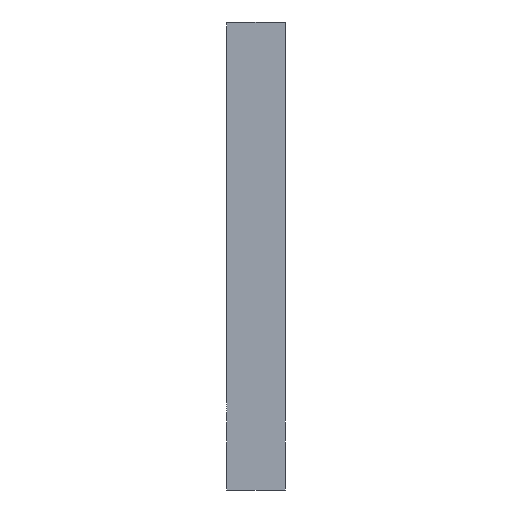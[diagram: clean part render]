
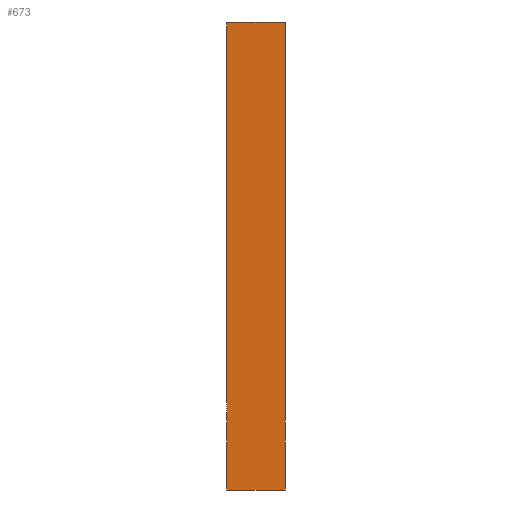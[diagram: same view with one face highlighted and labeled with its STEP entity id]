
A CAD part, left-side view. The second image highlights one B-rep face of the part: STEP entity #673.
In plain terms, the highlighted planar face has unit normal (-1, 0, 0).
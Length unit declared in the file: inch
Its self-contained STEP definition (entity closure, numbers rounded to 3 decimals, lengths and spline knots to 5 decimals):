
#13 = ORIENTED_EDGE ( 'NONE', *, *, #586, .T. ) ;
#113 = VERTEX_POINT ( 'NONE', #124 ) ;
#116 = CARTESIAN_POINT ( 'NONE',  ( -1., 0.125, -1. ) ) ;
#124 = CARTESIAN_POINT ( 'NONE',  ( -1., 0.375, 1. ) ) ;
#128 = PLANE ( 'NONE',  #712 ) ;
#200 = DIRECTION ( 'NONE',  ( 0., 0., 1. ) ) ;
#282 = CARTESIAN_POINT ( 'NONE',  ( -1., 0.125, 1. ) ) ;
#304 = CARTESIAN_POINT ( 'NONE',  ( -1., 0.125, 1. ) ) ;
#313 = CARTESIAN_POINT ( 'NONE',  ( -1., 0.125, 1. ) ) ;
#314 = EDGE_LOOP ( 'NONE', ( #13, #332, #707, #909 ) ) ;
#318 = VECTOR ( 'NONE', #405, 39.37008 ) ;
#325 = DIRECTION ( 'NONE',  ( 0., -1., 0. ) ) ;
#332 = ORIENTED_EDGE ( 'NONE', *, *, #630, .T. ) ;
#405 = DIRECTION ( 'NONE',  ( 0., 0., 1. ) ) ;
#416 = CARTESIAN_POINT ( 'NONE',  ( -1., 0.125, -1. ) ) ;
#426 = FACE_OUTER_BOUND ( 'NONE', #314, .T. ) ;
#454 = VERTEX_POINT ( 'NONE', #313 ) ;
#456 = LINE ( 'NONE', #814, #840 ) ;
#495 = DIRECTION ( 'NONE',  ( 0., 1., 0. ) ) ;
#519 = EDGE_CURVE ( 'NONE', #113, #454, #456, .T. ) ;
#529 = DIRECTION ( 'NONE',  ( 0., -1., 0. ) ) ;
#533 = LINE ( 'NONE', #116, #619 ) ;
#555 = LINE ( 'NONE', #282, #808 ) ;
#586 = EDGE_CURVE ( 'NONE', #751, #620, #533, .T. ) ;
#619 = VECTOR ( 'NONE', #325, 39.37008 ) ;
#620 = VERTEX_POINT ( 'NONE', #416 ) ;
#630 = EDGE_CURVE ( 'NONE', #620, #454, #555, .T. ) ;
#673 = ADVANCED_FACE ( 'NONE', ( #426 ), #128, .F. ) ;
#676 = CARTESIAN_POINT ( 'NONE',  ( -1., 0.375, -1.67315 ) ) ;
#699 = DIRECTION ( 'NONE',  ( 1., 0., 0. ) ) ;
#707 = ORIENTED_EDGE ( 'NONE', *, *, #519, .F. ) ;
#712 = AXIS2_PLACEMENT_3D ( 'NONE', #304, #699, #495 ) ;
#731 = CARTESIAN_POINT ( 'NONE',  ( -1., 0.375, -1. ) ) ;
#751 = VERTEX_POINT ( 'NONE', #731 ) ;
#808 = VECTOR ( 'NONE', #200, 39.37008 ) ;
#814 = CARTESIAN_POINT ( 'NONE',  ( -1., 0.125, 1. ) ) ;
#840 = VECTOR ( 'NONE', #529, 39.37008 ) ;
#875 = EDGE_CURVE ( 'NONE', #751, #113, #889, .T. ) ;
#889 = LINE ( 'NONE', #676, #318 ) ;
#909 = ORIENTED_EDGE ( 'NONE', *, *, #875, .F. ) ;
